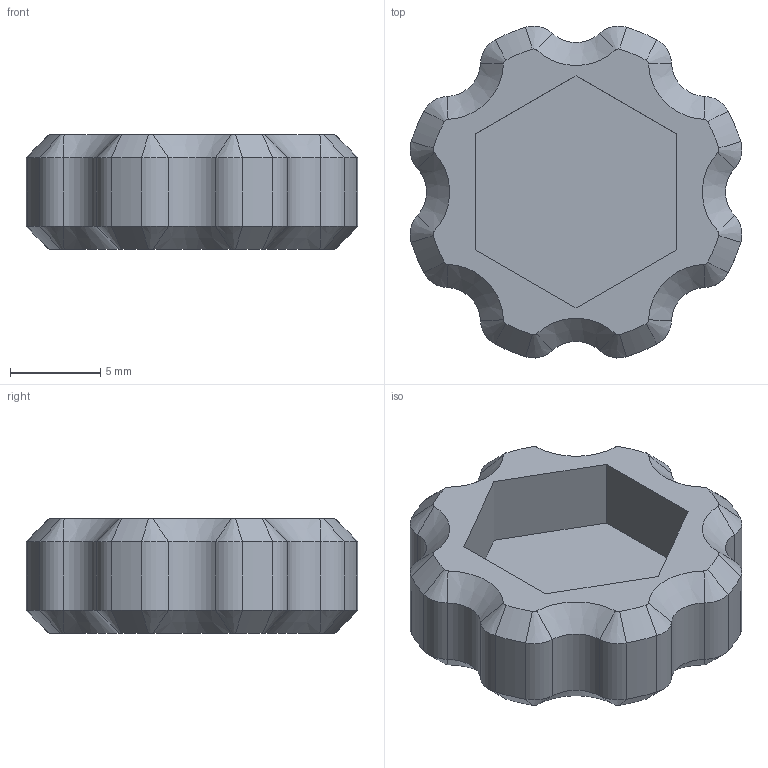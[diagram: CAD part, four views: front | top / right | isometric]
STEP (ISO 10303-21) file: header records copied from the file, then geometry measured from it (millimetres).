
FILE_DESCRIPTION(/* description */ (''),/* implementation_level */ '2;1');
FILE_NAME(/* name */ 'knob.step',/* time_stamp */ '2022-01-04T08:36:21-08:00',/* author */ (''),/* organization */ (''),/* preprocessor_version */ 'ST-DEVELOPER v18.1',/* originating_system */ 'Autodesk Translation Framework v10.10.0.1391',/* authorisation */ '');
FILE_SCHEMA (('AUTOMOTIVE_DESIGN { 1 0 10303 214 3 1 1 }'));
Length unit declared in the file: inch
Products named in the file (1): knob
Bounding box: 18.35 x 18.35 x 6.35 mm (x, y, z)
Volume: 1113.2 mm3; surface area: 970.1 mm2
Topology: 1 solids, 1 shells, 105 faces, 242 edges, 140 vertices
Faces by surface type: cone 64, cylinder 32, plane 9
Entity records: 2987 total; most frequent: DIRECTION 582, CARTESIAN_POINT 488, ORIENTED_EDGE 484, EDGE_CURVE 242, AXIS2_PLACEMENT_3D 234, VERTEX_POINT 140, CIRCLE 128, LINE 114
